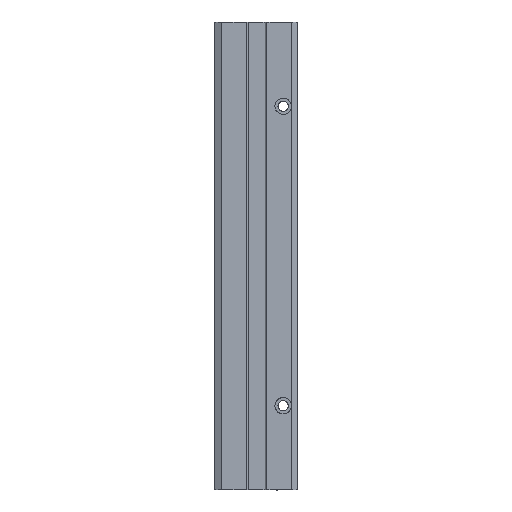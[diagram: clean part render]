
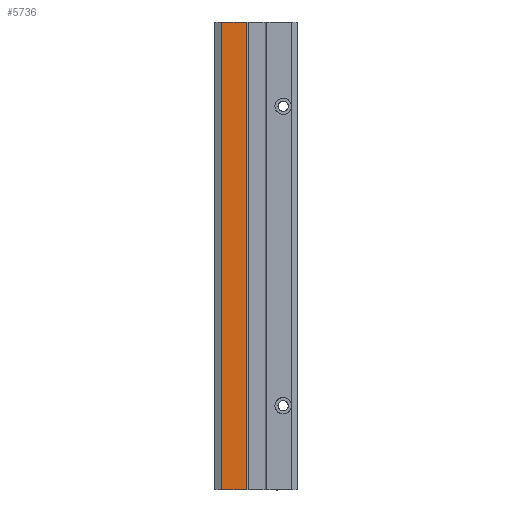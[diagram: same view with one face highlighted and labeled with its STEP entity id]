
A CAD part, left-side view. The second image highlights one B-rep face of the part: STEP entity #5736.
In plain terms, the highlighted free-form (B-spline) face has degree [1, 1] with [2, 2] control points.
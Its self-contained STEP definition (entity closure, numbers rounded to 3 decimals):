
#947 = CARTESIAN_POINT ( 'NONE',  ( -13., 40.326, 0. ) ) ;
#1351 = CARTESIAN_POINT ( 'NONE',  ( -13., 27.163, -250. ) ) ;
#1385 = CARTESIAN_POINT ( 'NONE',  ( -13., 40.326, -250. ) ) ;
#1540 = CARTESIAN_POINT ( 'NONE',  ( -13., 27.163, -250. ) ) ;
#1929 = VERTEX_POINT ( 'NONE', #6258 ) ;
#2077 = CARTESIAN_POINT ( 'NONE',  ( -13., 40.326, -250. ) ) ;
#2460 = CARTESIAN_POINT ( 'NONE',  ( -13., 27.163, 0. ) ) ;
#2637 = EDGE_CURVE ( 'NONE', #6898, #4706, #4246, .T. ) ;
#2784 = EDGE_CURVE ( 'NONE', #1929, #6331, #3697, .T. ) ;
#3446 = FACE_OUTER_BOUND ( 'NONE', #4702, .T. ) ;
#3563 = CARTESIAN_POINT ( 'NONE',  ( -13., 40.326, 0. ) ) ;
#3697 = B_SPLINE_CURVE_WITH_KNOTS ( 'NONE', 1,
 ( #947, #4207 ),
 .UNSPECIFIED., .F., .F.,
 ( 2, 2 ),
 ( 0., 1. ),
 .UNSPECIFIED. ) ;
#4189 = EDGE_CURVE ( 'NONE', #4706, #6331, #5824, .T. ) ;
#4207 = CARTESIAN_POINT ( 'NONE',  ( -13., 27.163, 0. ) ) ;
#4246 = B_SPLINE_CURVE_WITH_KNOTS ( 'NONE', 1,
 ( #4627, #6812 ),
 .UNSPECIFIED., .F., .F.,
 ( 2, 2 ),
 ( 0., 1. ),
 .UNSPECIFIED. ) ;
#4387 = CARTESIAN_POINT ( 'NONE',  ( -13., 27.163, -250. ) ) ;
#4627 = CARTESIAN_POINT ( 'NONE',  ( -13., 40.326, -250. ) ) ;
#4675 = CARTESIAN_POINT ( 'NONE',  ( -13., 40.326, -250. ) ) ;
#4702 = EDGE_LOOP ( 'NONE', ( #6423, #5172, #5113, #6685 ) ) ;
#4706 = VERTEX_POINT ( 'NONE', #1351 ) ;
#4818 = CARTESIAN_POINT ( 'NONE',  ( -13., 27.163, 0. ) ) ;
#5113 = ORIENTED_EDGE ( 'NONE', *, *, #2637, .T. ) ;
#5172 = ORIENTED_EDGE ( 'NONE', *, *, #6826, .T. ) ;
#5508 = CARTESIAN_POINT ( 'NONE',  ( -13., 27.163, 0. ) ) ;
#5736 = ADVANCED_FACE ( 'NONE', ( #3446 ), #6960, .T. ) ;
#5795 = B_SPLINE_CURVE_WITH_KNOTS ( 'NONE', 1,
 ( #3563, #1385 ),
 .UNSPECIFIED., .F., .F.,
 ( 2, 2 ),
 ( 0., 1. ),
 .UNSPECIFIED. ) ;
#5824 = B_SPLINE_CURVE_WITH_KNOTS ( 'NONE', 1,
 ( #4387, #5508 ),
 .UNSPECIFIED., .F., .F.,
 ( 2, 2 ),
 ( 0., 1. ),
 .UNSPECIFIED. ) ;
#5867 = CARTESIAN_POINT ( 'NONE',  ( -13., 40.326, 0. ) ) ;
#6258 = CARTESIAN_POINT ( 'NONE',  ( -13., 40.326, 0. ) ) ;
#6331 = VERTEX_POINT ( 'NONE', #2460 ) ;
#6423 = ORIENTED_EDGE ( 'NONE', *, *, #2784, .F. ) ;
#6685 = ORIENTED_EDGE ( 'NONE', *, *, #4189, .T. ) ;
#6812 = CARTESIAN_POINT ( 'NONE',  ( -13., 27.163, -250. ) ) ;
#6826 = EDGE_CURVE ( 'NONE', #1929, #6898, #5795, .T. ) ;
#6898 = VERTEX_POINT ( 'NONE', #4675 ) ;
#6960 = B_SPLINE_SURFACE_WITH_KNOTS ( 'NONE', 1, 1, ( 
 ( #1540, #2077 ),
 ( #4818, #5867 ) ),
 .UNSPECIFIED., .F., .F., .F.,
 ( 2, 2 ),
 ( 2, 2 ),
 ( 0., 1. ),
 ( 0., 1. ),
 .UNSPECIFIED. ) ;
